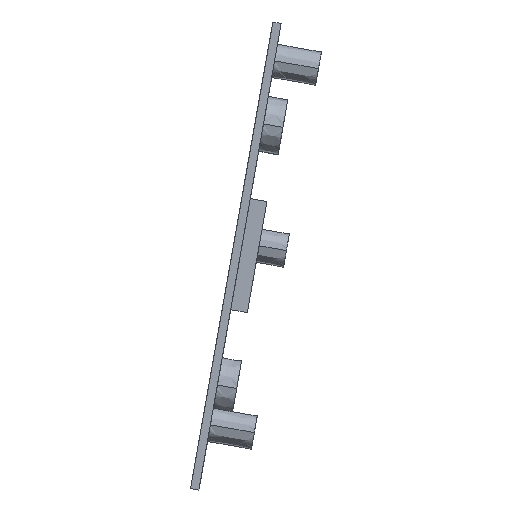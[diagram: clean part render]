
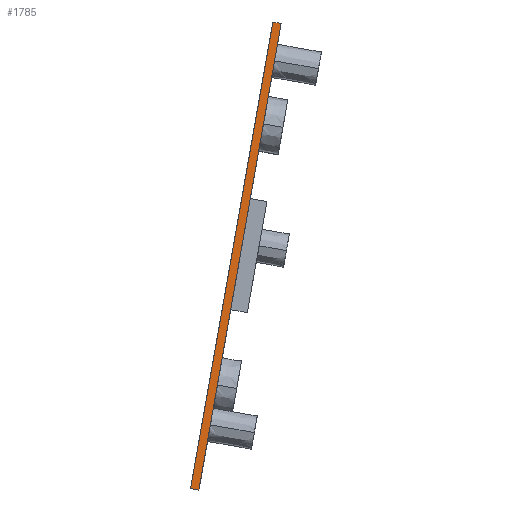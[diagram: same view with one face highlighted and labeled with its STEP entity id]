
A CAD part, left-side view. The second image highlights one B-rep face of the part: STEP entity #1785.
In plain terms, the highlighted planar face has unit normal (-1, 0, 0).
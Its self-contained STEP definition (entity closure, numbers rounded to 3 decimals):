
#1772=AXIS2_PLACEMENT_3D('Plane Axis2P3D',#1769,#1770,#1771) ;
#419=CARTESIAN_POINT('Vertex',(27.2,54.597,-86.879)) ;
#441=CARTESIAN_POINT('Vertex',(27.2,40.019,-4.203)) ;
#445=CARTESIAN_POINT('Control Point',(27.2,54.597,-86.879)) ;
#446=CARTESIAN_POINT('Control Point',(27.2,47.308,-45.541)) ;
#447=CARTESIAN_POINT('Control Point',(27.2,40.019,-4.203)) ;
#1702=CARTESIAN_POINT('Vertex',(27.2,56.072,-86.619)) ;
#1710=CARTESIAN_POINT('Line Origine',(27.2,52.381,-87.27)) ;
#1754=CARTESIAN_POINT('Vertex',(27.2,41.494,-3.943)) ;
#1757=CARTESIAN_POINT('Line Origine',(27.2,37.803,-4.593)) ;
#1769=CARTESIAN_POINT('Axis2P3D Location',(27.2,54.632,-87.076)) ;
#1775=CARTESIAN_POINT('Control Point',(27.2,56.072,-86.619)) ;
#1776=CARTESIAN_POINT('Control Point',(27.2,48.783,-45.281)) ;
#1777=CARTESIAN_POINT('Control Point',(27.2,41.494,-3.943)) ;
#1711=DIRECTION('Vector Direction',(0.,-0.985,-0.174)) ;
#1758=DIRECTION('Vector Direction',(0.,-0.985,-0.174)) ;
#1770=DIRECTION('Axis2P3D Direction',(1.,0.,0.)) ;
#1771=DIRECTION('Axis2P3D XDirection',(0.,-0.174,0.985)) ;
#1712=VECTOR('Line Direction',#1711,1.) ;
#1759=VECTOR('Line Direction',#1758,1.) ;
#1780=ORIENTED_EDGE('',*,*,#1778,.F.) ;
#1781=ORIENTED_EDGE('',*,*,#1714,.T.) ;
#1782=ORIENTED_EDGE('',*,*,#448,.T.) ;
#1783=ORIENTED_EDGE('',*,*,#1761,.F.) ;
#1785=ADVANCED_FACE('Surface.476',(#1784),#1773,.F.) ;
#444=B_SPLINE_CURVE_WITH_KNOTS('',2,(#445,#446,#447),.UNSPECIFIED.,.F.,.U.,(3,3),(0.,118.726),.UNSPECIFIED.) ;
#1774=B_SPLINE_CURVE_WITH_KNOTS('',2,(#1775,#1776,#1777),.UNSPECIFIED.,.F.,.U.,(3,3),(0.,118.726),.UNSPECIFIED.) ;
#448=EDGE_CURVE('',#420,#442,#444,.T.) ;
#1714=EDGE_CURVE('',#1703,#420,#1713,.T.) ;
#1761=EDGE_CURVE('',#1755,#442,#1760,.T.) ;
#1778=EDGE_CURVE('',#1703,#1755,#1774,.T.) ;
#1779=EDGE_LOOP('',(#1780,#1781,#1782,#1783)) ;
#1784=FACE_OUTER_BOUND('',#1779,.T.) ;
#1713=LINE('Line',#1710,#1712) ;
#1760=LINE('Line',#1757,#1759) ;
#1773=PLANE('',#1772) ;
#420=VERTEX_POINT('',#419) ;
#442=VERTEX_POINT('',#441) ;
#1703=VERTEX_POINT('',#1702) ;
#1755=VERTEX_POINT('',#1754) ;
